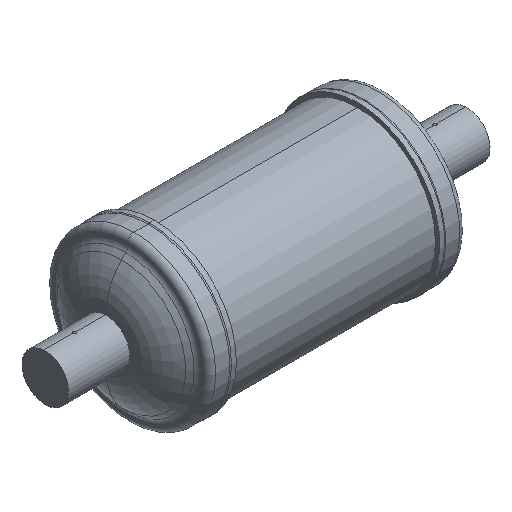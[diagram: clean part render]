
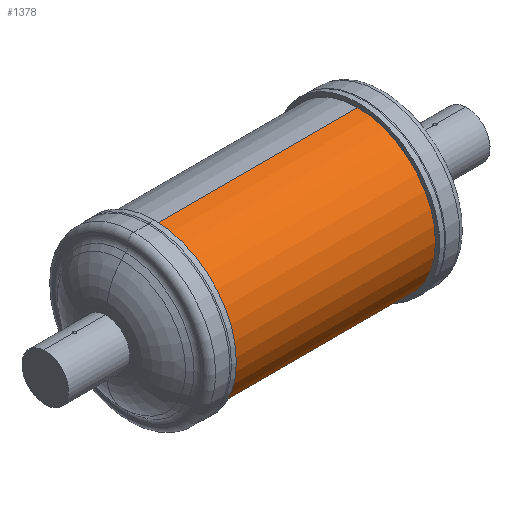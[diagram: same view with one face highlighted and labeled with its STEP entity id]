
A CAD part, isometric view. The second image highlights one B-rep face of the part: STEP entity #1378.
In plain terms, the highlighted cylindrical face has radius 31.75 mm (diameter 63.5 mm), a partial arc.
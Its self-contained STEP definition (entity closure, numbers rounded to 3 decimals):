
#87 = DIRECTION ( 'NONE',  ( 1., 0., 0. ) ) ;
#146 = CIRCLE ( 'NONE', #1018, 31.75 ) ;
#192 = EDGE_CURVE ( 'NONE', #336, #1458, #146, .T. ) ;
#208 = DIRECTION ( 'NONE',  ( 0., 0., -1. ) ) ;
#221 = EDGE_CURVE ( 'NONE', #1458, #940, #1247, .T. ) ;
#237 = AXIS2_PLACEMENT_3D ( 'NONE', #699, #87, #208 ) ;
#279 = EDGE_CURVE ( 'NONE', #940, #693, #429, .T. ) ;
#310 = DIRECTION ( 'NONE',  ( -1., 0., 0. ) ) ;
#336 = VERTEX_POINT ( 'NONE', #454 ) ;
#423 = DIRECTION ( 'NONE',  ( 0., 0., 1. ) ) ;
#429 = CIRCLE ( 'NONE', #237, 31.75 ) ;
#431 = CYLINDRICAL_SURFACE ( 'NONE', #830, 31.75 ) ;
#454 = CARTESIAN_POINT ( 'NONE',  ( 92.2, 0., -31.75 ) ) ;
#557 = CARTESIAN_POINT ( 'NONE',  ( 100., 0., 31.75 ) ) ;
#642 = VECTOR ( 'NONE', #676, 1000. ) ;
#676 = DIRECTION ( 'NONE',  ( -1., 0., 0. ) ) ;
#693 = VERTEX_POINT ( 'NONE', #907 ) ;
#699 = CARTESIAN_POINT ( 'NONE',  ( 9.2, 0., 0. ) ) ;
#753 = ORIENTED_EDGE ( 'NONE', *, *, #192, .T. ) ;
#772 = DIRECTION ( 'NONE',  ( -1., 0., 0. ) ) ;
#795 = EDGE_CURVE ( 'NONE', #336, #693, #1130, .T. ) ;
#796 = CARTESIAN_POINT ( 'NONE',  ( 100., 0., -31.75 ) ) ;
#830 = AXIS2_PLACEMENT_3D ( 'NONE', #1359, #310, #423 ) ;
#866 = ORIENTED_EDGE ( 'NONE', *, *, #795, .F. ) ;
#876 = CARTESIAN_POINT ( 'NONE',  ( 92.2, 0., 0. ) ) ;
#907 = CARTESIAN_POINT ( 'NONE',  ( 9.2, 0., -31.75 ) ) ;
#940 = VERTEX_POINT ( 'NONE', #1121 ) ;
#1008 = EDGE_LOOP ( 'NONE', ( #866, #753, #1337, #1245 ) ) ;
#1016 = DIRECTION ( 'NONE',  ( -1., 0., 0. ) ) ;
#1018 = AXIS2_PLACEMENT_3D ( 'NONE', #876, #772, #1128 ) ;
#1121 = CARTESIAN_POINT ( 'NONE',  ( 9.2, 0., 31.75 ) ) ;
#1128 = DIRECTION ( 'NONE',  ( 0., 0., 1. ) ) ;
#1130 = LINE ( 'NONE', #796, #642 ) ;
#1245 = ORIENTED_EDGE ( 'NONE', *, *, #279, .T. ) ;
#1247 = LINE ( 'NONE', #557, #1433 ) ;
#1264 = CARTESIAN_POINT ( 'NONE',  ( 92.2, 0., 31.75 ) ) ;
#1337 = ORIENTED_EDGE ( 'NONE', *, *, #221, .T. ) ;
#1355 = FACE_OUTER_BOUND ( 'NONE', #1008, .T. ) ;
#1359 = CARTESIAN_POINT ( 'NONE',  ( 100., 0., 0. ) ) ;
#1378 = ADVANCED_FACE ( 'NONE', ( #1355 ), #431, .T. ) ;
#1433 = VECTOR ( 'NONE', #1016, 1000. ) ;
#1458 = VERTEX_POINT ( 'NONE', #1264 ) ;
